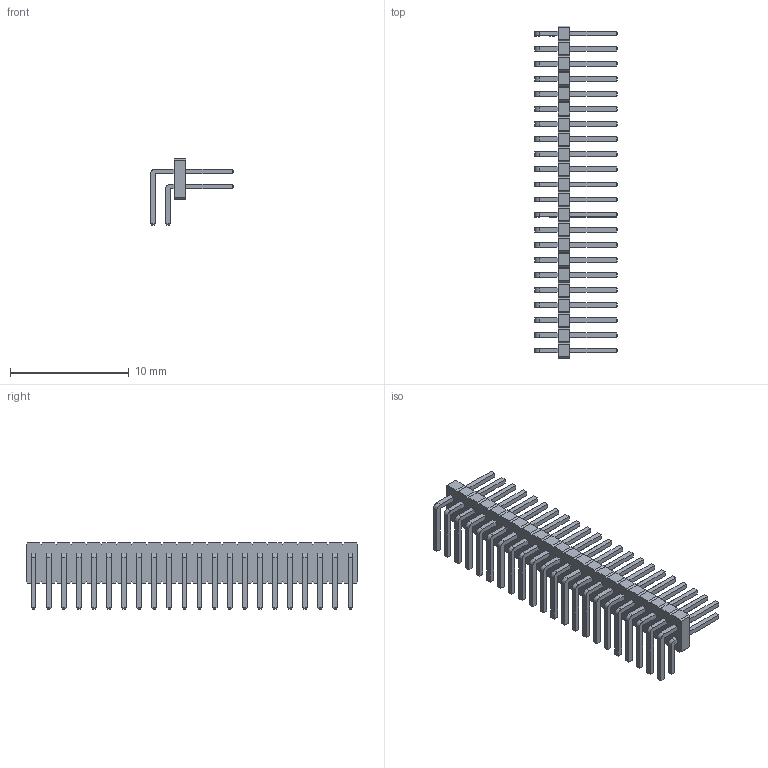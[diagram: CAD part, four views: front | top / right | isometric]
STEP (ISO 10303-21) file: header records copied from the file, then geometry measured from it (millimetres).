
FILE_DESCRIPTION(/* description */ ('model of PinHeader_2x22_P1.27mm_Horizontal'),/* implementation_level */ '2;1');
FILE_NAME(/* name */ 'PinHeader_2x22_P1.27mm_Horizontal.step',/* time_stamp */ '2017-12-02T02:15:25',/* author */ ('kicad StepUp','ksu'),/* organization */ ('FreeCAD'),/* preprocessor_version */ 'OCC',/* originating_system */ 'kicad StepUp',/* authorisation */ '');
FILE_SCHEMA(('AUTOMOTIVE_DESIGN_CC2 { 1 2 10303 214 -1 1 5 4 }'));
Length unit declared in the file: millimetre
Products named in the file (1): PinHeader_2x22_P127mm_Horizontal
Bounding box: 6.97 x 27.94 x 5.58 mm (x, y, z)
Volume: 156.6 mm3; surface area: 874.6 mm2
Topology: 1 solids, 1 shells, 1060 faces, 2558 edges, 1588 vertices
Faces by surface type: plane 1016, cylinder 44
Entity records: 37267 total; most frequent: CARTESIAN_POINT 5207, ORIENTED_EDGE 5116, DIRECTION 4768, EDGE_CURVE 2558, LINE 2470, VECTOR 2470, VERTEX_POINT 1588, AXIS2_PLACEMENT_3D 1149
